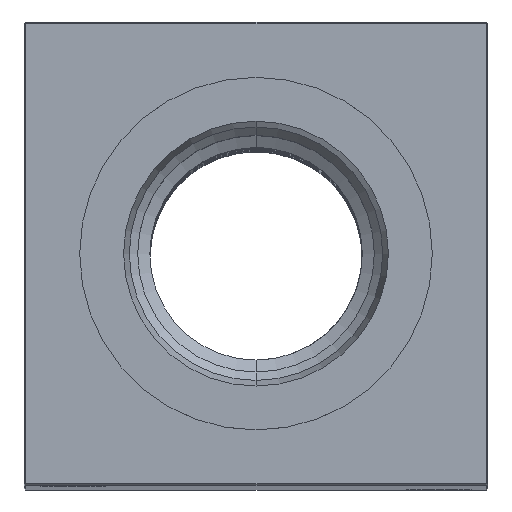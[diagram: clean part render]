
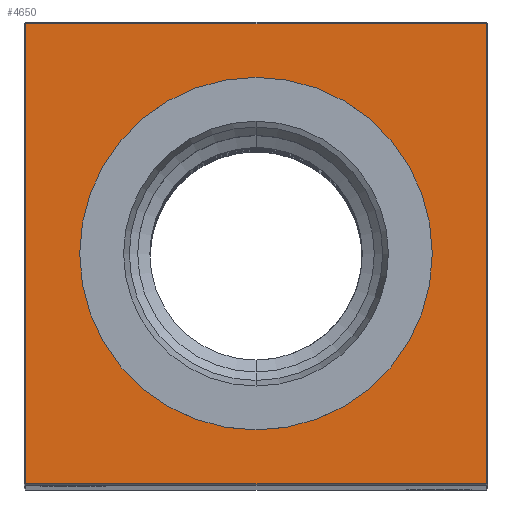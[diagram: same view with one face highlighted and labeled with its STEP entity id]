
A CAD part, top view. The second image highlights one B-rep face of the part: STEP entity #4650.
In plain terms, the highlighted planar face has unit normal (0, 0, 1).
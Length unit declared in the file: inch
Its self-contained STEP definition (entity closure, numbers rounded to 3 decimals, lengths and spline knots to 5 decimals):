
#946 = DIRECTION ( 'NONE',  ( 0., 0., -1. ) ) ;
#2164 = CIRCLE ( 'NONE', #18502, 1.14173 ) ;
#4291 = ORIENTED_EDGE ( 'NONE', *, *, #15603, .T. ) ;
#4478 = EDGE_CURVE ( 'NONE', #24040, #5521, #30450, .T. ) ;
#4650 = ADVANCED_FACE ( 'NONE', ( #17653, #23140 ), #12990, .F. ) ;
#4843 = AXIS2_PLACEMENT_3D ( 'NONE', #7925, #25292, #20310 ) ;
#5220 = DIRECTION ( 'NONE',  ( -1., 0., 0. ) ) ;
#5521 = VERTEX_POINT ( 'NONE', #19314 ) ;
#5823 = CARTESIAN_POINT ( 'NONE',  ( 1.49, 0., 17.5 ) ) ;
#6152 = VERTEX_POINT ( 'NONE', #24410 ) ;
#7278 = ORIENTED_EDGE ( 'NONE', *, *, #29139, .T. ) ;
#7368 = LINE ( 'NONE', #10436, #7504 ) ;
#7431 = CIRCLE ( 'NONE', #4843, 1.14173 ) ;
#7504 = VECTOR ( 'NONE', #22502, 39.37008 ) ;
#7925 = CARTESIAN_POINT ( 'NONE',  ( 0., 0., 17.5 ) ) ;
#8107 = ORIENTED_EDGE ( 'NONE', *, *, #31566, .T. ) ;
#8232 = CARTESIAN_POINT ( 'NONE',  ( 0., -1.49, 17.5 ) ) ;
#10116 = DIRECTION ( 'NONE',  ( -1., 0., 0. ) ) ;
#10436 = CARTESIAN_POINT ( 'NONE',  ( -1.49, 0., 17.5 ) ) ;
#10581 = CARTESIAN_POINT ( 'NONE',  ( 0., 0., 17.5 ) ) ;
#10732 = DIRECTION ( 'NONE',  ( -1., 0., 0. ) ) ;
#10764 = CARTESIAN_POINT ( 'NONE',  ( -1.49, 1.49, 17.5 ) ) ;
#10964 = DIRECTION ( 'NONE',  ( 0., 1., 0. ) ) ;
#11582 = CARTESIAN_POINT ( 'NONE',  ( 1.49, -1.49, 17.5 ) ) ;
#11993 = ORIENTED_EDGE ( 'NONE', *, *, #25966, .T. ) ;
#12368 = VECTOR ( 'NONE', #30432, 39.37008 ) ;
#12990 = PLANE ( 'NONE',  #16675 ) ;
#13367 = LINE ( 'NONE', #8232, #12368 ) ;
#14255 = VERTEX_POINT ( 'NONE', #22918 ) ;
#14533 = VERTEX_POINT ( 'NONE', #29934 ) ;
#14934 = LINE ( 'NONE', #22164, #28017 ) ;
#15221 = CARTESIAN_POINT ( 'NONE',  ( 0., 0., 17.5 ) ) ;
#15603 = EDGE_CURVE ( 'NONE', #17713, #14255, #7368, .T. ) ;
#15979 = ORIENTED_EDGE ( 'NONE', *, *, #19989, .T. ) ;
#16675 = AXIS2_PLACEMENT_3D ( 'NONE', #10581, #946, #10732 ) ;
#17653 = FACE_OUTER_BOUND ( 'NONE', #27139, .T. ) ;
#17713 = VERTEX_POINT ( 'NONE', #10764 ) ;
#18239 = VECTOR ( 'NONE', #10964, 39.37008 ) ;
#18502 = AXIS2_PLACEMENT_3D ( 'NONE', #15221, #19545, #5220 ) ;
#19314 = CARTESIAN_POINT ( 'NONE',  ( 1.49, 1.49, 17.5 ) ) ;
#19545 = DIRECTION ( 'NONE',  ( 0., 0., -1. ) ) ;
#19989 = EDGE_CURVE ( 'NONE', #14533, #6152, #7431, .T. ) ;
#20310 = DIRECTION ( 'NONE',  ( -1., 0., 0. ) ) ;
#21169 = EDGE_LOOP ( 'NONE', ( #15979, #7278 ) ) ;
#22164 = CARTESIAN_POINT ( 'NONE',  ( 0., 1.49, 17.5 ) ) ;
#22502 = DIRECTION ( 'NONE',  ( 0., -1., 0. ) ) ;
#22918 = CARTESIAN_POINT ( 'NONE',  ( -1.49, -1.49, 17.5 ) ) ;
#23140 = FACE_BOUND ( 'NONE', #21169, .T. ) ;
#24040 = VERTEX_POINT ( 'NONE', #11582 ) ;
#24410 = CARTESIAN_POINT ( 'NONE',  ( 0., -1.14173, 17.5 ) ) ;
#25292 = DIRECTION ( 'NONE',  ( 0., 0., -1. ) ) ;
#25966 = EDGE_CURVE ( 'NONE', #14255, #24040, #13367, .T. ) ;
#27139 = EDGE_LOOP ( 'NONE', ( #4291, #11993, #28654, #8107 ) ) ;
#28017 = VECTOR ( 'NONE', #10116, 39.37008 ) ;
#28654 = ORIENTED_EDGE ( 'NONE', *, *, #4478, .T. ) ;
#29139 = EDGE_CURVE ( 'NONE', #6152, #14533, #2164, .T. ) ;
#29934 = CARTESIAN_POINT ( 'NONE',  ( 0., 1.14173, 17.5 ) ) ;
#30432 = DIRECTION ( 'NONE',  ( 1., 0., 0. ) ) ;
#30450 = LINE ( 'NONE', #5823, #18239 ) ;
#31566 = EDGE_CURVE ( 'NONE', #5521, #17713, #14934, .T. ) ;
